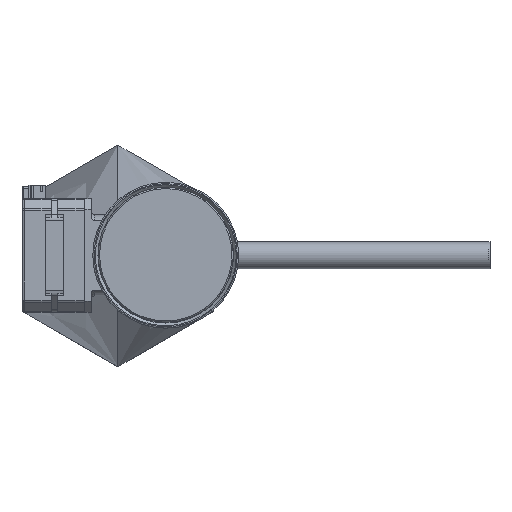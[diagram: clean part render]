
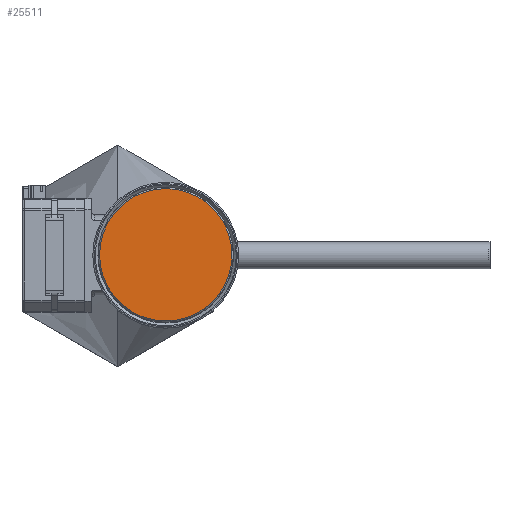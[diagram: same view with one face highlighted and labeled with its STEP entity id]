
A CAD part, top view. The second image highlights one B-rep face of the part: STEP entity #25511.
In plain terms, the highlighted planar face has unit normal (0, 0, 1).
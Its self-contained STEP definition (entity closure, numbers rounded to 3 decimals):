
#3915=FACE_OUTER_BOUND('',#5581,.T.);
#5581=EDGE_LOOP('',(#23133));
#6256=CIRCLE('',#27285,24.5);
#12266=VERTEX_POINT('',#59525);
#15896=EDGE_CURVE('',#12266,#12266,#6256,.T.);
#23133=ORIENTED_EDGE('',*,*,#15896,.F.);
#24042=PLANE('',#27289);
#25511=ADVANCED_FACE('',(#3915),#24042,.T.);
#27285=AXIS2_PLACEMENT_3D('',#59526,#32150,#32151);
#27289=AXIS2_PLACEMENT_3D('',#59534,#32160,#32161);
#32150=DIRECTION('center_axis',(0.,0.,-1.));
#32151=DIRECTION('ref_axis',(-1.,0.,0.));
#32160=DIRECTION('center_axis',(0.,0.,1.));
#32161=DIRECTION('ref_axis',(-1.,0.,0.));
#59525=CARTESIAN_POINT('',(49.5,0.,134.5));
#59526=CARTESIAN_POINT('Origin',(25.,0.,134.5));
#59534=CARTESIAN_POINT('Origin',(25.,0.,134.5));
